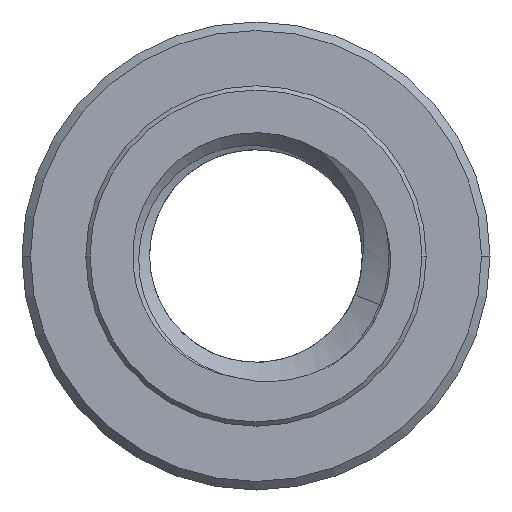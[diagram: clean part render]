
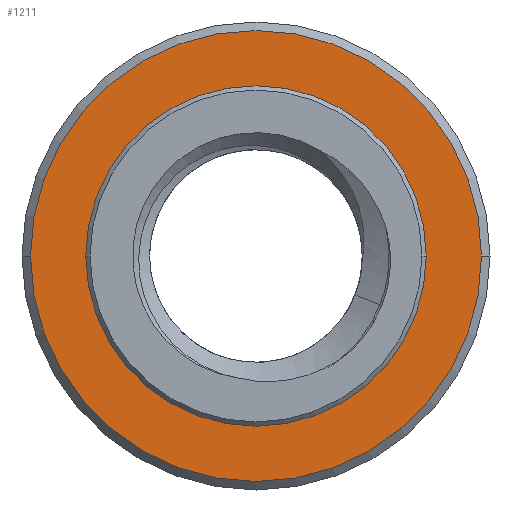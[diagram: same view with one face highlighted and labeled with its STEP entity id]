
A CAD part, front view. The second image highlights one B-rep face of the part: STEP entity #1211.
In plain terms, the highlighted planar face has unit normal (0, -1, 0).
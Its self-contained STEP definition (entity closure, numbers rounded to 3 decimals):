
#95=CARTESIAN_POINT('',(0.,0.7,0.));
#96=DIRECTION('',(0.,1.,0.));
#97=DIRECTION('',(1.,0.,0.));
#98=AXIS2_PLACEMENT_3D('',#95,#96,#97);
#100=CARTESIAN_POINT('',(0.,0.7,0.));
#101=DIRECTION('',(0.,-1.,0.));
#102=DIRECTION('',(1.,0.,0.));
#103=AXIS2_PLACEMENT_3D('',#100,#101,#102);
#105=CARTESIAN_POINT('',(0.,0.7,0.));
#106=DIRECTION('',(0.,1.,0.));
#107=DIRECTION('',(1.,0.,0.));
#108=AXIS2_PLACEMENT_3D('',#105,#106,#107);
#110=CARTESIAN_POINT('',(0.,0.7,0.));
#111=DIRECTION('',(0.,1.,0.));
#112=DIRECTION('',(-1.,0.,0.));
#113=AXIS2_PLACEMENT_3D('',#110,#111,#112);
#1056=CARTESIAN_POINT('',(2.,0.7,0.));
#1057=CARTESIAN_POINT('',(-2.,0.7,0.));
#1058=VERTEX_POINT('',#1056);
#1059=VERTEX_POINT('',#1057);
#1072=CARTESIAN_POINT('',(2.65,0.7,0.));
#1073=CARTESIAN_POINT('',(-2.65,0.7,0.));
#1074=VERTEX_POINT('',#1072);
#1075=VERTEX_POINT('',#1073);
#1196=CARTESIAN_POINT('',(0.,0.7,0.));
#1197=DIRECTION('',(0.,-1.,0.));
#1198=DIRECTION('',(-1.,0.,0.));
#1199=AXIS2_PLACEMENT_3D('',#1196,#1197,#1198);
#1200=PLANE('',#1199);
#1202=ORIENTED_EDGE('',*,*,#1201,.T.);
#1204=ORIENTED_EDGE('',*,*,#1203,.T.);
#1205=EDGE_LOOP('',(#1202,#1204));
#1206=FACE_OUTER_BOUND('',#1205,.F.);
#1207=ORIENTED_EDGE('',*,*,#1163,.F.);
#1208=ORIENTED_EDGE('',*,*,#1178,.T.);
#1209=EDGE_LOOP('',(#1207,#1208));
#1210=FACE_BOUND('',#1209,.F.);
#1211=ADVANCED_FACE('',(#1206,#1210),#1200,.T.);
#99=CIRCLE('',#98,2.);
#104=CIRCLE('',#103,2.);
#109=CIRCLE('',#108,2.65);
#114=CIRCLE('',#113,2.65);
#1163=EDGE_CURVE('',#1058,#1059,#99,.T.);
#1178=EDGE_CURVE('',#1058,#1059,#104,.T.);
#1201=EDGE_CURVE('',#1074,#1075,#109,.T.);
#1203=EDGE_CURVE('',#1075,#1074,#114,.T.);
